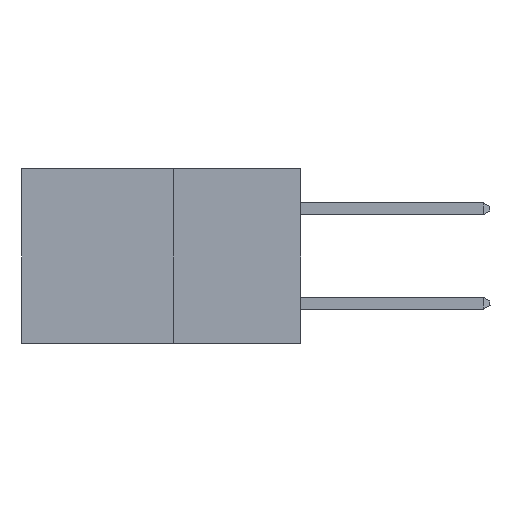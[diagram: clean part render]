
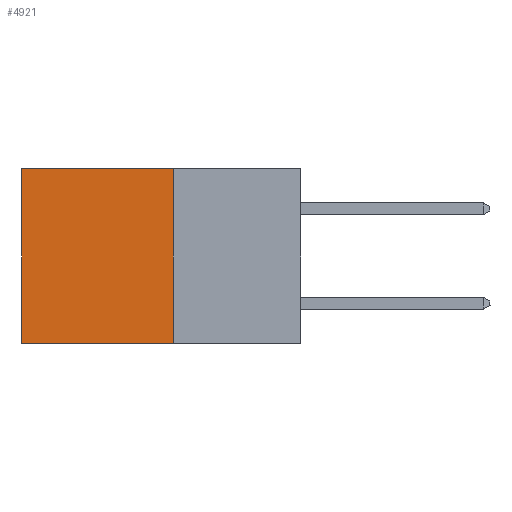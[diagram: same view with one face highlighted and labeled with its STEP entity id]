
A CAD part, left-side view. The second image highlights one B-rep face of the part: STEP entity #4921.
In plain terms, the highlighted planar face has unit normal (-1, 0, 0).
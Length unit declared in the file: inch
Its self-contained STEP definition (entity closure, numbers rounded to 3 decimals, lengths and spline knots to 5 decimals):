
#1403 = EDGE_CURVE ( 'NONE', #12631, #15467, #7389, .T. ) ;
#1563 = ORIENTED_EDGE ( 'NONE', *, *, #7481, .T. ) ;
#2358 = VECTOR ( 'NONE', #21817, 39.37008 ) ;
#3304 = DIRECTION ( 'NONE',  ( 0., 0., -1. ) ) ;
#4483 = DIRECTION ( 'NONE',  ( 0., 0., -1. ) ) ;
#4921 = ADVANCED_FACE ( 'NONE', ( #14027 ), #21257, .F. ) ;
#6207 = ORIENTED_EDGE ( 'NONE', *, *, #19441, .T. ) ;
#7389 = LINE ( 'NONE', #19593, #24322 ) ;
#7481 = EDGE_CURVE ( 'NONE', #12631, #12037, #12140, .T. ) ;
#7698 = CARTESIAN_POINT ( 'NONE',  ( 0.277, 0.59, -0.37 ) ) ;
#9743 = DIRECTION ( 'NONE',  ( 1., 0., 0. ) ) ;
#10210 = CARTESIAN_POINT ( 'NONE',  ( 0.277, 0.27, -0.37 ) ) ;
#10766 = CARTESIAN_POINT ( 'NONE',  ( 0.277, 0.27, -0.37 ) ) ;
#10964 = EDGE_CURVE ( 'NONE', #15467, #27794, #19920, .T. ) ;
#11364 = EDGE_LOOP ( 'NONE', ( #6207, #19936, #20551, #1563 ) ) ;
#11718 = DIRECTION ( 'NONE',  ( 0., 1., 0. ) ) ;
#11815 = CARTESIAN_POINT ( 'NONE',  ( 0.277, 0.27, 0. ) ) ;
#12037 = VERTEX_POINT ( 'NONE', #23523 ) ;
#12140 = LINE ( 'NONE', #11815, #23258 ) ;
#12631 = VERTEX_POINT ( 'NONE', #19012 ) ;
#13032 = CARTESIAN_POINT ( 'NONE',  ( 0.277, 0.27, -0.37 ) ) ;
#14027 = FACE_OUTER_BOUND ( 'NONE', #11364, .T. ) ;
#15368 = CARTESIAN_POINT ( 'NONE',  ( 0.277, 0.59, -0.37 ) ) ;
#15467 = VERTEX_POINT ( 'NONE', #13032 ) ;
#16573 = DIRECTION ( 'NONE',  ( 0., 0., -1. ) ) ;
#19012 = CARTESIAN_POINT ( 'NONE',  ( 0.277, 0.27, 0. ) ) ;
#19359 = LINE ( 'NONE', #15368, #25268 ) ;
#19441 = EDGE_CURVE ( 'NONE', #12037, #27794, #19359, .T. ) ;
#19593 = CARTESIAN_POINT ( 'NONE',  ( 0.277, 0.27, -0.37 ) ) ;
#19920 = LINE ( 'NONE', #10766, #2358 ) ;
#19936 = ORIENTED_EDGE ( 'NONE', *, *, #10964, .F. ) ;
#20551 = ORIENTED_EDGE ( 'NONE', *, *, #1403, .F. ) ;
#20649 = AXIS2_PLACEMENT_3D ( 'NONE', #10210, #9743, #16573 ) ;
#21257 = PLANE ( 'NONE',  #20649 ) ;
#21817 = DIRECTION ( 'NONE',  ( 0., 1., 0. ) ) ;
#23258 = VECTOR ( 'NONE', #11718, 39.37008 ) ;
#23523 = CARTESIAN_POINT ( 'NONE',  ( 0.277, 0.59, 0. ) ) ;
#24322 = VECTOR ( 'NONE', #3304, 39.37008 ) ;
#25268 = VECTOR ( 'NONE', #4483, 39.37008 ) ;
#27794 = VERTEX_POINT ( 'NONE', #7698 ) ;
